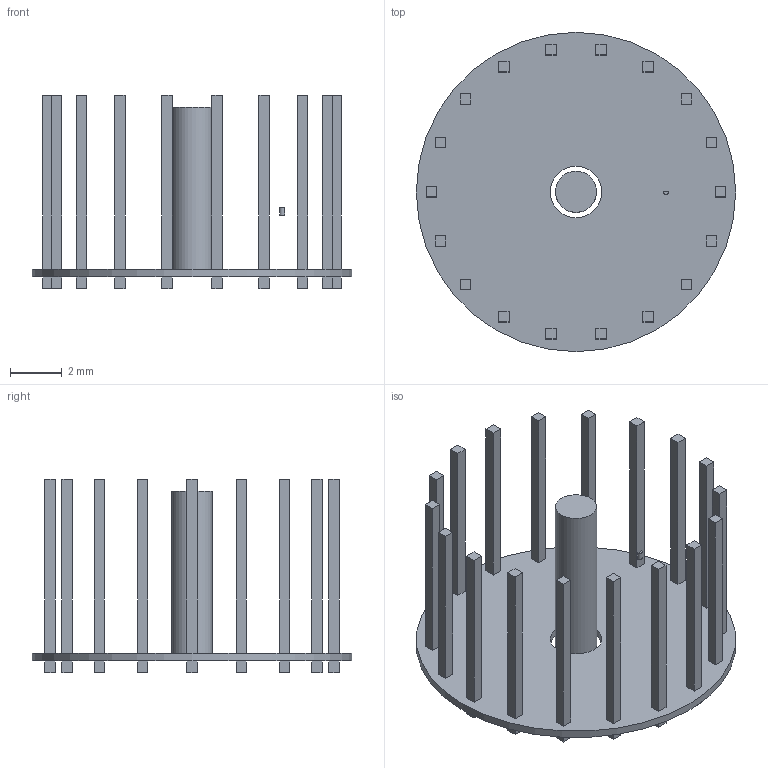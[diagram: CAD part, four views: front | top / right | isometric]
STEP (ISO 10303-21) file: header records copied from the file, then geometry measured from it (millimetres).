
FILE_DESCRIPTION(('Open CASCADE Model'),'2;1');
FILE_NAME('Open CASCADE Shape Model','2025-07-22T19:03:44',('Author'),( 'Open CASCADE'),'Open CASCADE STEP processor 7.7','Open CASCADE 7.7' ,'Unknown');
FILE_SCHEMA(('AUTOMOTIVE_DESIGN { 1 0 10303 214 1 1 1 1 }'));
Length unit declared in the file: millimetre
Products named in the file (4): Open CASCADE STEP translator 7.7 1; Open CASCADE STEP translator 7.7 1.1; Open CASCADE STEP translator 7.7 1.2; Open CASCADE STEP translator 7.7 1.3
Assembly tree (3 placements, depth 2):
  Open CASCADE STEP translator 7.7 1
    Open CASCADE STEP translator 7.7 1.1
    Open CASCADE STEP translator 7.7 1.2
    Open CASCADE STEP translator 7.7 1.3
Bounding box: 12.4 x 12.4 x 7.5 mm (x, y, z)
Volume: 69.3 mm3; surface area: 493.6 mm2
Topology: 3 solids, 3 shells, 191 faces, 447 edges, 298 vertices
Faces by surface type: plane 187, cylinder 4
Full cylindrical faces by diameter (mm): 1.6 x1, 2 x1, 12.4 x1
Entity records: 10930 total; most frequent: CARTESIAN_POINT 2128, DIRECTION 1445, LINE 1031, VECTOR 1031, ORIENTED_EDGE 894, PCURVE 894, DEFINITIONAL_REPRESENTATION 894, EDGE_CURVE 447
